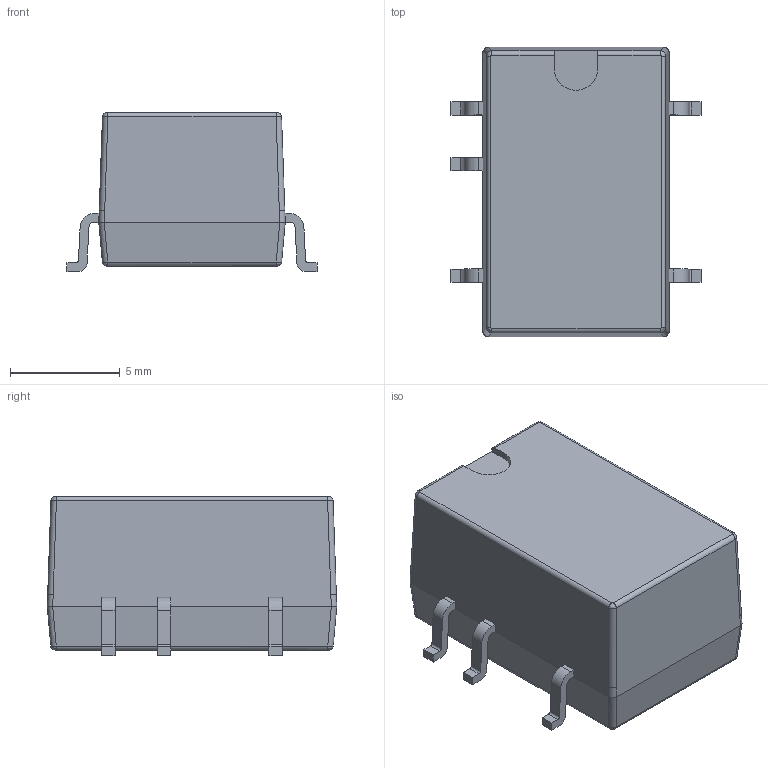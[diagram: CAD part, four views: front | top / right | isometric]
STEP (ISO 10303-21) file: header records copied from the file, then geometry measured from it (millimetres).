
FILE_DESCRIPTION(('FreeCAD Model'),'2;1');
FILE_NAME('CUI_PQME1-S5-S5-M.step', '2020-11-17T08:48:15',('kicad StepUp'),('ksu MCAD'), 'Open CASCADE STEP processor 7.3','FreeCAD','Unknown');
FILE_SCHEMA(('AUTOMOTIVE_DESIGN { 1 0 10303 214 1 1 1 1 }'));
Length unit declared in the file: millimetre
Products named in the file (1): CUI_PQME1-S5-S5-M
Bounding box: 11.4 x 13.2 x 7.25 mm (x, y, z)
Volume: 433.6 mm3; surface area: 873.5 mm2
Topology: 1 solids, 2 shells, 189 faces, 548 edges, 355 vertices
Faces by surface type: plane 105, cylinder 64, bspline 16, cone 3, torus 1
Entity records: 8070 total; most frequent: CARTESIAN_POINT 1928, ORIENTED_EDGE 1090, DIRECTION 908, EDGE_CURVE 545, VERTEX_POINT 355, LINE 330, VECTOR 330, AXIS2_PLACEMENT_3D 289
